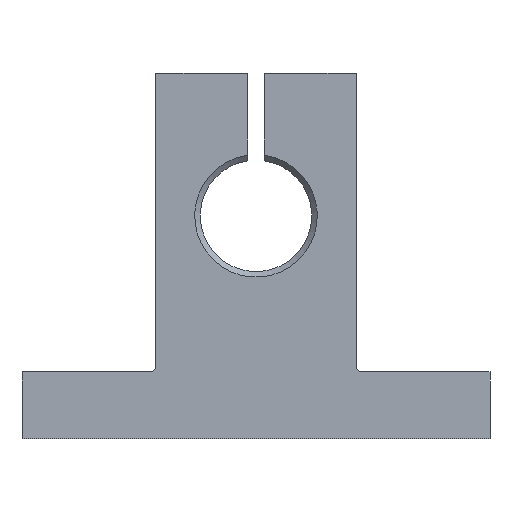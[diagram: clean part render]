
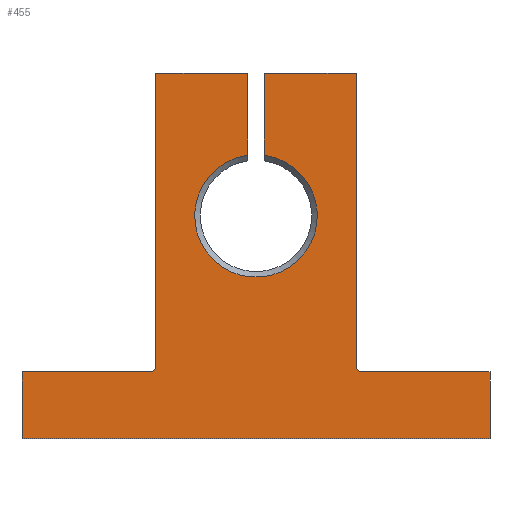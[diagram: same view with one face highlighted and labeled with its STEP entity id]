
A CAD part, front view. The second image highlights one B-rep face of the part: STEP entity #455.
In plain terms, the highlighted planar face has unit normal (0, -1, 0).
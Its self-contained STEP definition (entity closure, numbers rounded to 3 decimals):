
#53=FACE_OUTER_BOUND('',#85,.T.);
#85=EDGE_LOOP('',(#382,#383,#384,#385,#386,#387,#388,#389,#390,#391,#392,
#393,#394,#395));
#99=CIRCLE('',#485,0.5);
#108=CIRCLE('',#506,0.5);
#109=CIRCLE('',#508,5.5);
#125=LINE('',#681,#166);
#129=LINE('',#692,#170);
#131=LINE('',#696,#172);
#133=LINE('',#714,#174);
#135=LINE('',#730,#176);
#137=LINE('',#747,#178);
#139=LINE('',#767,#180);
#142=LINE('',#774,#183);
#144=LINE('',#778,#185);
#146=LINE('',#782,#187);
#147=LINE('',#787,#188);
#166=VECTOR('',#544,1.);
#170=VECTOR('',#556,1.);
#172=VECTOR('',#560,1.);
#174=VECTOR('',#566,1.);
#176=VECTOR('',#572,1.);
#178=VECTOR('',#580,1.);
#180=VECTOR('',#588,1.);
#183=VECTOR('',#595,1.);
#185=VECTOR('',#599,1.);
#187=VECTOR('',#603,1.);
#188=VECTOR('',#608,1.);
#209=VERTEX_POINT('',#678);
#210=VERTEX_POINT('',#680);
#212=VERTEX_POINT('',#686);
#213=VERTEX_POINT('',#690);
#214=VERTEX_POINT('',#694);
#218=VERTEX_POINT('',#713);
#220=VERTEX_POINT('',#728);
#222=VERTEX_POINT('',#745);
#226=VERTEX_POINT('',#755);
#227=VERTEX_POINT('',#766);
#229=VERTEX_POINT('',#772);
#230=VERTEX_POINT('',#776);
#231=VERTEX_POINT('',#780);
#233=VERTEX_POINT('',#786);
#252=EDGE_CURVE('',#210,#209,#125,.T.);
#256=EDGE_CURVE('',#209,#212,#99,.T.);
#258=EDGE_CURVE('',#213,#210,#129,.T.);
#260=EDGE_CURVE('',#212,#214,#131,.T.);
#264=EDGE_CURVE('',#218,#213,#133,.T.);
#268=EDGE_CURVE('',#214,#220,#135,.T.);
#272=EDGE_CURVE('',#220,#222,#137,.T.);
#277=EDGE_CURVE('',#227,#226,#139,.T.);
#281=EDGE_CURVE('',#222,#229,#142,.T.);
#283=EDGE_CURVE('',#230,#227,#144,.T.);
#285=EDGE_CURVE('',#229,#231,#146,.T.);
#287=EDGE_CURVE('',#233,#230,#147,.T.);
#290=EDGE_CURVE('',#233,#231,#108,.T.);
#291=EDGE_CURVE('',#218,#226,#109,.T.);
#382=ORIENTED_EDGE('',*,*,#252,.T.);
#383=ORIENTED_EDGE('',*,*,#256,.T.);
#384=ORIENTED_EDGE('',*,*,#260,.T.);
#385=ORIENTED_EDGE('',*,*,#268,.T.);
#386=ORIENTED_EDGE('',*,*,#272,.T.);
#387=ORIENTED_EDGE('',*,*,#281,.T.);
#388=ORIENTED_EDGE('',*,*,#285,.T.);
#389=ORIENTED_EDGE('',*,*,#290,.F.);
#390=ORIENTED_EDGE('',*,*,#287,.T.);
#391=ORIENTED_EDGE('',*,*,#283,.T.);
#392=ORIENTED_EDGE('',*,*,#277,.T.);
#393=ORIENTED_EDGE('',*,*,#291,.F.);
#394=ORIENTED_EDGE('',*,*,#264,.T.);
#395=ORIENTED_EDGE('',*,*,#258,.T.);
#438=PLANE('',#507);
#455=ADVANCED_FACE('',(#53),#438,.T.);
#485=AXIS2_PLACEMENT_3D('',#688,#551,#552);
#506=AXIS2_PLACEMENT_3D('',#792,#614,#615);
#507=AXIS2_PLACEMENT_3D('',#793,#616,#617);
#508=AXIS2_PLACEMENT_3D('',#794,#618,#619);
#544=DIRECTION('',(0.,0.,-1.));
#551=DIRECTION('center_axis',(0.,1.,0.));
#552=DIRECTION('ref_axis',(0.,0.,-1.));
#556=DIRECTION('',(-1.,0.,0.));
#560=DIRECTION('',(-1.,0.,0.));
#566=DIRECTION('',(0.,0.,1.));
#572=DIRECTION('',(0.,0.,-1.));
#580=DIRECTION('',(1.,0.,0.));
#588=DIRECTION('',(0.,0.,-1.));
#595=DIRECTION('',(0.,0.,1.));
#599=DIRECTION('',(-1.,0.,0.));
#603=DIRECTION('',(-1.,0.,0.));
#608=DIRECTION('',(0.,0.,1.));
#614=DIRECTION('center_axis',(0.,-1.,0.));
#615=DIRECTION('ref_axis',(0.,0.,-1.));
#616=DIRECTION('center_axis',(0.,-1.,0.));
#617=DIRECTION('ref_axis',(0.,0.,-1.));
#618=DIRECTION('center_axis',(0.,-1.,0.));
#619=DIRECTION('ref_axis',(-0.15,0.,0.989));
#678=CARTESIAN_POINT('',(-9.,-7.,-13.5));
#680=CARTESIAN_POINT('',(-9.,-7.,12.8));
#681=CARTESIAN_POINT('',(-9.,-7.,12.8));
#686=CARTESIAN_POINT('',(-9.5,-7.,-14.));
#688=CARTESIAN_POINT('Origin',(-9.5,-7.,-13.5));
#690=CARTESIAN_POINT('',(-0.75,-7.,12.8));
#692=CARTESIAN_POINT('',(-0.75,-7.,12.8));
#694=CARTESIAN_POINT('',(-21.,-7.,-14.));
#696=CARTESIAN_POINT('',(-9.,-7.,-14.));
#713=CARTESIAN_POINT('',(-0.75,-7.,5.449));
#714=CARTESIAN_POINT('',(-0.75,-7.,4.943));
#728=CARTESIAN_POINT('',(-21.,-7.,-20.));
#730=CARTESIAN_POINT('',(-21.,-7.,-14.));
#745=CARTESIAN_POINT('',(21.,-7.,-20.));
#747=CARTESIAN_POINT('',(-21.,-7.,-20.));
#755=CARTESIAN_POINT('',(0.75,-7.,5.449));
#766=CARTESIAN_POINT('',(0.75,-7.,12.8));
#767=CARTESIAN_POINT('',(0.75,-7.,12.8));
#772=CARTESIAN_POINT('',(21.,-7.,-14.));
#774=CARTESIAN_POINT('',(21.,-7.,-20.));
#776=CARTESIAN_POINT('',(9.,-7.,12.8));
#778=CARTESIAN_POINT('',(9.,-7.,12.8));
#780=CARTESIAN_POINT('',(9.5,-7.,-14.));
#782=CARTESIAN_POINT('',(21.,-7.,-14.));
#786=CARTESIAN_POINT('',(9.,-7.,-13.5));
#787=CARTESIAN_POINT('',(9.,-7.,-14.));
#792=CARTESIAN_POINT('Origin',(9.5,-7.,-13.5));
#793=CARTESIAN_POINT('Origin',(0.,-7.,-5.638));
#794=CARTESIAN_POINT('Origin',(0.,-7.,0.));
